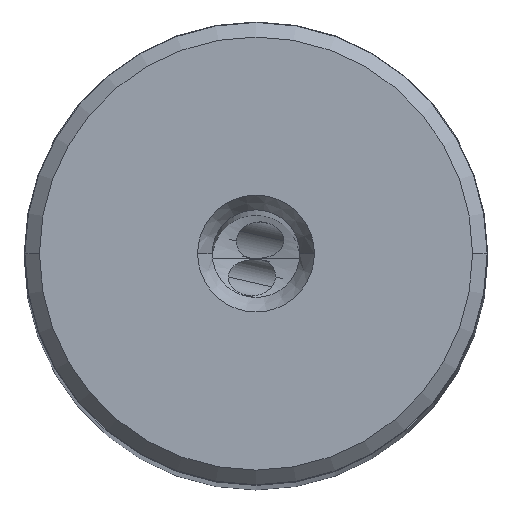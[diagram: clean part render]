
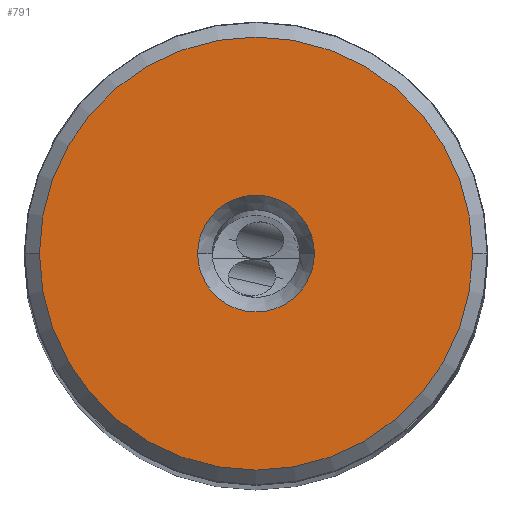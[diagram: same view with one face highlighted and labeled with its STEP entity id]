
A CAD part, top view. The second image highlights one B-rep face of the part: STEP entity #791.
In plain terms, the highlighted planar face has unit normal (0, 0, 1).
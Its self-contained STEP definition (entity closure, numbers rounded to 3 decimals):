
#791=ADVANCED_FACE('',(#1011,#1012),#970,.T.);
#970=PLANE('',#3539);
#1011=FACE_BOUND('',#1035,.T.);
#1012=FACE_BOUND('',#1036,.T.);
#1035=EDGE_LOOP('',(#1226,#1227));
#1036=EDGE_LOOP('',(#1228,#1229));
#1226=ORIENTED_EDGE('',*,*,#2611,.F.);
#1227=ORIENTED_EDGE('',*,*,#2612,.F.);
#1228=ORIENTED_EDGE('',*,*,#2613,.F.);
#1229=ORIENTED_EDGE('',*,*,#2614,.F.);
#2262=VERTEX_POINT('',#4985);
#2263=VERTEX_POINT('',#4986);
#2264=VERTEX_POINT('',#4989);
#2265=VERTEX_POINT('',#4990);
#2611=EDGE_CURVE('',#2262,#2263,#3129,.T.);
#2612=EDGE_CURVE('',#2263,#2262,#3130,.T.);
#2613=EDGE_CURVE('',#2264,#2265,#3131,.T.);
#2614=EDGE_CURVE('',#2265,#2264,#3132,.T.);
#3129=CIRCLE('',#3535,14.836);
#3130=CIRCLE('',#3536,14.836);
#3131=CIRCLE('',#3537,4.);
#3132=CIRCLE('',#3538,4.);
#3535=AXIS2_PLACEMENT_3D('',#4984,#3991,#3992);
#3536=AXIS2_PLACEMENT_3D('',#4987,#3993,#3994);
#3537=AXIS2_PLACEMENT_3D('',#4988,#3995,#3996);
#3538=AXIS2_PLACEMENT_3D('',#4991,#3997,#3998);
#3539=AXIS2_PLACEMENT_3D('',#4992,#3999,#4000);
#3991=DIRECTION('',(0.,0.,-1.));
#3992=DIRECTION('',(-1.,0.,0.));
#3993=DIRECTION('',(0.,0.,-1.));
#3994=DIRECTION('',(1.,0.,0.));
#3995=DIRECTION('',(0.,0.,1.));
#3996=DIRECTION('',(-1.,0.,0.));
#3997=DIRECTION('',(0.,0.,1.));
#3998=DIRECTION('',(1.,0.,0.));
#3999=DIRECTION('',(0.,0.,1.));
#4000=DIRECTION('',(1.,0.,0.));
#4984=CARTESIAN_POINT('',(0.,0.,0.));
#4985=CARTESIAN_POINT('',(-14.836,0.,0.));
#4986=CARTESIAN_POINT('',(14.836,0.,0.));
#4987=CARTESIAN_POINT('',(0.,0.,0.));
#4988=CARTESIAN_POINT('',(0.,0.,0.));
#4989=CARTESIAN_POINT('',(-4.,0.,0.));
#4990=CARTESIAN_POINT('',(4.,0.,0.));
#4991=CARTESIAN_POINT('',(0.,0.,0.));
#4992=CARTESIAN_POINT('',(0.,0.,0.));
